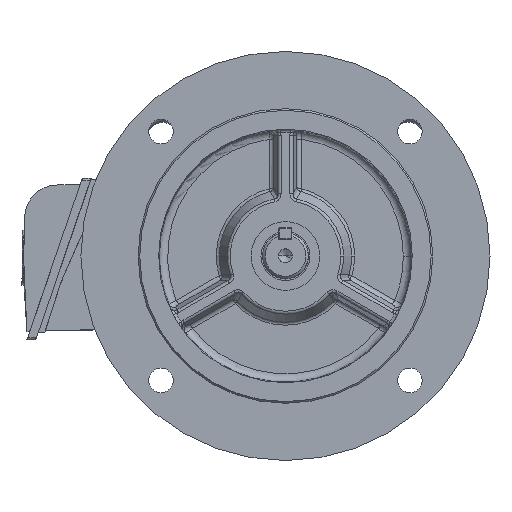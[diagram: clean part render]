
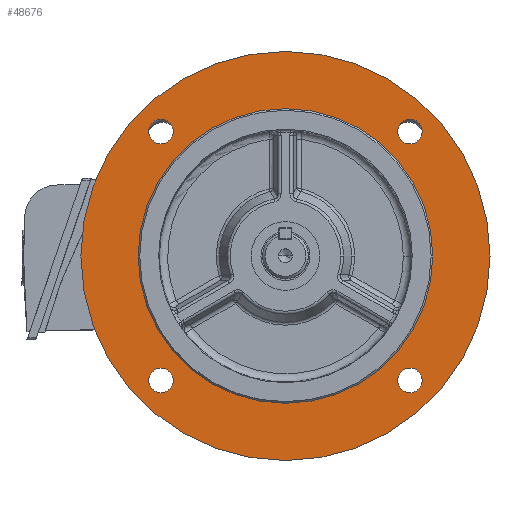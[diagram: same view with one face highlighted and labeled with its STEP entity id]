
A CAD part, top view. The second image highlights one B-rep face of the part: STEP entity #48676.
In plain terms, the highlighted face is planar.
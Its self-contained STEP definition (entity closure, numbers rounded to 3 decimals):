
#24 = CARTESIAN_POINT ( 'NONE',  ( 76.014, -76.014, -1.5 ) ) ;
#510 = DIRECTION ( 'NONE',  ( 1., 0., 0. ) ) ;
#624 = DIRECTION ( 'NONE',  ( 1., 0., 0. ) ) ;
#1302 = CARTESIAN_POINT ( 'NONE',  ( 124.948, 0., -1.5 ) ) ;
#1687 = CARTESIAN_POINT ( 'NONE',  ( 0., 0., -1.5 ) ) ;
#2358 = DIRECTION ( 'NONE',  ( 1., 0., 0. ) ) ;
#4053 = CARTESIAN_POINT ( 'NONE',  ( 76.014, 76.014, -1.5 ) ) ;
#4312 = DIRECTION ( 'NONE',  ( -1., 0., 0. ) ) ;
#4523 = EDGE_LOOP ( 'NONE', ( #48772, #47465 ) ) ;
#4543 = AXIS2_PLACEMENT_3D ( 'NONE', #1687, #13003, #6168 ) ;
#5574 = CARTESIAN_POINT ( 'NONE',  ( 0., 0., -1.5 ) ) ;
#5849 = DIRECTION ( 'NONE',  ( 1., 0., 0. ) ) ;
#5923 = FACE_OUTER_BOUND ( 'NONE', #33980, .T. ) ;
#6168 = DIRECTION ( 'NONE',  ( -1., 0., 0. ) ) ;
#6296 = DIRECTION ( 'NONE',  ( 0., 0., 1. ) ) ;
#6830 = VERTEX_POINT ( 'NONE', #37706 ) ;
#7179 = EDGE_CURVE ( 'NONE', #55316, #28283, #22418, .T. ) ;
#7392 = CIRCLE ( 'NONE', #46819, 7.5 ) ;
#9050 = EDGE_CURVE ( 'NONE', #28283, #55316, #51515, .T. ) ;
#9501 = DIRECTION ( 'NONE',  ( 1., 0., 0. ) ) ;
#10113 = VERTEX_POINT ( 'NONE', #31781 ) ;
#12463 = DIRECTION ( 'NONE',  ( 1., 0., 0. ) ) ;
#13003 = DIRECTION ( 'NONE',  ( 0., 0., -1. ) ) ;
#13009 = DIRECTION ( 'NONE',  ( 0., 0., 1. ) ) ;
#13461 = CARTESIAN_POINT ( 'NONE',  ( -124.948, 0., -1.5 ) ) ;
#13517 = CARTESIAN_POINT ( 'NONE',  ( 0., 90., -1.5 ) ) ;
#14526 = CIRCLE ( 'NONE', #21678, 7.5 ) ;
#15291 = ORIENTED_EDGE ( 'NONE', *, *, #28451, .T. ) ;
#16200 = CIRCLE ( 'NONE', #30525, 7.5 ) ;
#16442 = EDGE_CURVE ( 'NONE', #32283, #20030, #47531, .T. ) ;
#16574 = CARTESIAN_POINT ( 'NONE',  ( 0., 0., -1.5 ) ) ;
#16944 = EDGE_CURVE ( 'NONE', #10113, #27854, #16200, .T. ) ;
#17358 = DIRECTION ( 'NONE',  ( 1., 0., 0. ) ) ;
#17418 = FACE_BOUND ( 'NONE', #4523, .T. ) ;
#17881 = DIRECTION ( 'NONE',  ( 0., 0., -1. ) ) ;
#19496 = CIRCLE ( 'NONE', #33833, 7.5 ) ;
#19786 = VERTEX_POINT ( 'NONE', #45621 ) ;
#20030 = VERTEX_POINT ( 'NONE', #1302 ) ;
#20225 = AXIS2_PLACEMENT_3D ( 'NONE', #13517, #22428, #624 ) ;
#20727 = VERTEX_POINT ( 'NONE', #30852 ) ;
#20921 = CARTESIAN_POINT ( 'NONE',  ( 83.514, -76.014, -1.5 ) ) ;
#21105 = DIRECTION ( 'NONE',  ( 1., 0., 0. ) ) ;
#21174 = VERTEX_POINT ( 'NONE', #20921 ) ;
#21513 = AXIS2_PLACEMENT_3D ( 'NONE', #16574, #49429, #38700 ) ;
#21678 = AXIS2_PLACEMENT_3D ( 'NONE', #24739, #13009, #12463 ) ;
#22034 = CARTESIAN_POINT ( 'NONE',  ( -76.014, 76.014, -1.5 ) ) ;
#22302 = EDGE_CURVE ( 'NONE', #20727, #43214, #46928, .T. ) ;
#22418 = CIRCLE ( 'NONE', #4543, 90. ) ;
#22428 = DIRECTION ( 'NONE',  ( 0., 0., 1. ) ) ;
#22693 = AXIS2_PLACEMENT_3D ( 'NONE', #22034, #30472, #510 ) ;
#22745 = AXIS2_PLACEMENT_3D ( 'NONE', #5574, #17881, #5849 ) ;
#23455 = CIRCLE ( 'NONE', #37800, 7.5 ) ;
#23692 = ORIENTED_EDGE ( 'NONE', *, *, #25720, .T. ) ;
#24202 = CARTESIAN_POINT ( 'NONE',  ( -76.014, -76.014, -1.5 ) ) ;
#24739 = CARTESIAN_POINT ( 'NONE',  ( 76.014, 76.014, -1.5 ) ) ;
#25025 = CARTESIAN_POINT ( 'NONE',  ( 76.014, -76.014, -1.5 ) ) ;
#25720 = EDGE_CURVE ( 'NONE', #27854, #10113, #52466, .T. ) ;
#26277 = CARTESIAN_POINT ( 'NONE',  ( -76.014, -76.014, -1.5 ) ) ;
#26832 = DIRECTION ( 'NONE',  ( 0., 0., 1. ) ) ;
#27268 = AXIS2_PLACEMENT_3D ( 'NONE', #47481, #39307, #4312 ) ;
#27854 = VERTEX_POINT ( 'NONE', #41970 ) ;
#28080 = EDGE_LOOP ( 'NONE', ( #40140, #23692 ) ) ;
#28283 = VERTEX_POINT ( 'NONE', #29000 ) ;
#28451 = EDGE_CURVE ( 'NONE', #46590, #21174, #19496, .T. ) ;
#28961 = CIRCLE ( 'NONE', #22745, 124.948 ) ;
#29000 = CARTESIAN_POINT ( 'NONE',  ( -90., 0., -1.5 ) ) ;
#29152 = AXIS2_PLACEMENT_3D ( 'NONE', #24202, #37657, #45844 ) ;
#30472 = DIRECTION ( 'NONE',  ( 0., 0., 1. ) ) ;
#30525 = AXIS2_PLACEMENT_3D ( 'NONE', #26277, #26832, #9501 ) ;
#30852 = CARTESIAN_POINT ( 'NONE',  ( -68.514, 76.014, -1.5 ) ) ;
#31109 = ORIENTED_EDGE ( 'NONE', *, *, #44229, .T. ) ;
#31137 = FACE_BOUND ( 'NONE', #40215, .T. ) ;
#31781 = CARTESIAN_POINT ( 'NONE',  ( -68.514, -76.014, -1.5 ) ) ;
#32283 = VERTEX_POINT ( 'NONE', #13461 ) ;
#33633 = AXIS2_PLACEMENT_3D ( 'NONE', #48373, #6296, #2358 ) ;
#33833 = AXIS2_PLACEMENT_3D ( 'NONE', #24, #41556, #17358 ) ;
#33980 = EDGE_LOOP ( 'NONE', ( #34073, #31109 ) ) ;
#34073 = ORIENTED_EDGE ( 'NONE', *, *, #16442, .T. ) ;
#35438 = CIRCLE ( 'NONE', #33633, 7.5 ) ;
#35605 = FACE_BOUND ( 'NONE', #48150, .T. ) ;
#36752 = ORIENTED_EDGE ( 'NONE', *, *, #22302, .T. ) ;
#37410 = ORIENTED_EDGE ( 'NONE', *, *, #42486, .T. ) ;
#37657 = DIRECTION ( 'NONE',  ( 0., 0., 1. ) ) ;
#37706 = CARTESIAN_POINT ( 'NONE',  ( 68.514, 76.014, -1.5 ) ) ;
#37800 = AXIS2_PLACEMENT_3D ( 'NONE', #25025, #55090, #21105 ) ;
#38700 = DIRECTION ( 'NONE',  ( 1., 0., 0. ) ) ;
#39307 = DIRECTION ( 'NONE',  ( 0., 0., -1. ) ) ;
#40140 = ORIENTED_EDGE ( 'NONE', *, *, #16944, .T. ) ;
#40215 = EDGE_LOOP ( 'NONE', ( #42509, #15291 ) ) ;
#41556 = DIRECTION ( 'NONE',  ( 0., 0., 1. ) ) ;
#41970 = CARTESIAN_POINT ( 'NONE',  ( -83.514, -76.014, -1.5 ) ) ;
#42381 = ORIENTED_EDGE ( 'NONE', *, *, #42448, .T. ) ;
#42448 = EDGE_CURVE ( 'NONE', #6830, #19786, #7392, .T. ) ;
#42486 = EDGE_CURVE ( 'NONE', #19786, #6830, #14526, .T. ) ;
#42509 = ORIENTED_EDGE ( 'NONE', *, *, #42520, .T. ) ;
#42520 = EDGE_CURVE ( 'NONE', #21174, #46590, #23455, .T. ) ;
#43214 = VERTEX_POINT ( 'NONE', #46529 ) ;
#44229 = EDGE_CURVE ( 'NONE', #20030, #32283, #28961, .T. ) ;
#45621 = CARTESIAN_POINT ( 'NONE',  ( 83.514, 76.014, -1.5 ) ) ;
#45844 = DIRECTION ( 'NONE',  ( 1., 0., 0. ) ) ;
#46335 = FACE_BOUND ( 'NONE', #28080, .T. ) ;
#46528 = ORIENTED_EDGE ( 'NONE', *, *, #46847, .T. ) ;
#46529 = CARTESIAN_POINT ( 'NONE',  ( -83.514, 76.014, -1.5 ) ) ;
#46590 = VERTEX_POINT ( 'NONE', #50934 ) ;
#46819 = AXIS2_PLACEMENT_3D ( 'NONE', #4053, #47223, #55364 ) ;
#46847 = EDGE_CURVE ( 'NONE', #43214, #20727, #35438, .T. ) ;
#46928 = CIRCLE ( 'NONE', #22693, 7.5 ) ;
#47223 = DIRECTION ( 'NONE',  ( 0., 0., 1. ) ) ;
#47465 = ORIENTED_EDGE ( 'NONE', *, *, #7179, .F. ) ;
#47481 = CARTESIAN_POINT ( 'NONE',  ( 0., 0., -1.5 ) ) ;
#47531 = CIRCLE ( 'NONE', #21513, 124.948 ) ;
#47539 = EDGE_LOOP ( 'NONE', ( #36752, #46528 ) ) ;
#47733 = PLANE ( 'NONE',  #20225 ) ;
#48007 = FACE_BOUND ( 'NONE', #47539, .T. ) ;
#48150 = EDGE_LOOP ( 'NONE', ( #37410, #42381 ) ) ;
#48373 = CARTESIAN_POINT ( 'NONE',  ( -76.014, 76.014, -1.5 ) ) ;
#48676 = ADVANCED_FACE ( 'NONE', ( #46335, #31137, #35605, #48007, #5923, #17418 ), #47733, .F. ) ;
#48772 = ORIENTED_EDGE ( 'NONE', *, *, #9050, .F. ) ;
#49429 = DIRECTION ( 'NONE',  ( 0., 0., -1. ) ) ;
#50934 = CARTESIAN_POINT ( 'NONE',  ( 68.514, -76.014, -1.5 ) ) ;
#51515 = CIRCLE ( 'NONE', #27268, 90. ) ;
#51625 = CARTESIAN_POINT ( 'NONE',  ( 90., 0., -1.5 ) ) ;
#52466 = CIRCLE ( 'NONE', #29152, 7.5 ) ;
#55090 = DIRECTION ( 'NONE',  ( 0., 0., 1. ) ) ;
#55316 = VERTEX_POINT ( 'NONE', #51625 ) ;
#55364 = DIRECTION ( 'NONE',  ( 1., 0., 0. ) ) ;
